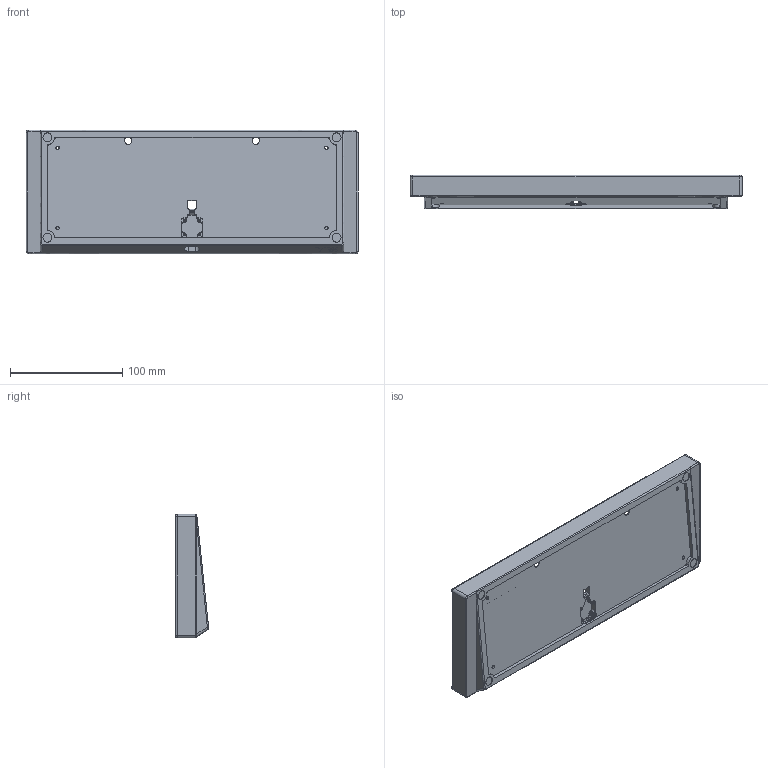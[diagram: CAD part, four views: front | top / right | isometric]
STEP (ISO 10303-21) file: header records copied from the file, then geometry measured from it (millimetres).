
FILE_DESCRIPTION(/* description */ (''),/* implementation_level */ '2;1');
FILE_NAME(/* name */ 'Case.step',/* time_stamp */ '2023-06-16T22:41:41-04:00',/* author */ (''),/* organization */ (''),/* preprocessor_version */ 'ST-DEVELOPER v19.2',/* originating_system */ 'Autodesk Translation Framework v12.6.0.85',/* authorisation */ '');
FILE_SCHEMA (('AUTOMOTIVE_DESIGN { 1 0 10303 214 3 1 1 }'));
Length unit declared in the file: millimetre
Products named in the file (1): (Unsaved)
Bounding box: 295.7 x 29.68 x 110.2 mm (x, y, z)
Volume: 223160.1 mm3; surface area: 99019.8 mm2
Topology: 1 solids, 1 shells, 446 faces, 1237 edges, 810 vertices
Faces by surface type: cylinder 201, plane 122, bspline 117, cone 4, torus 2
Full cylindrical faces by diameter (mm): 1.567 x36, 2 x36, 3 x4, 8 x4
Entity records: 20611 total; most frequent: CARTESIAN_POINT 10377, ORIENTED_EDGE 2474, DIRECTION 1772, EDGE_CURVE 1237, VERTEX_POINT 810, AXIS2_PLACEMENT_3D 596, LINE 580, VECTOR 580
